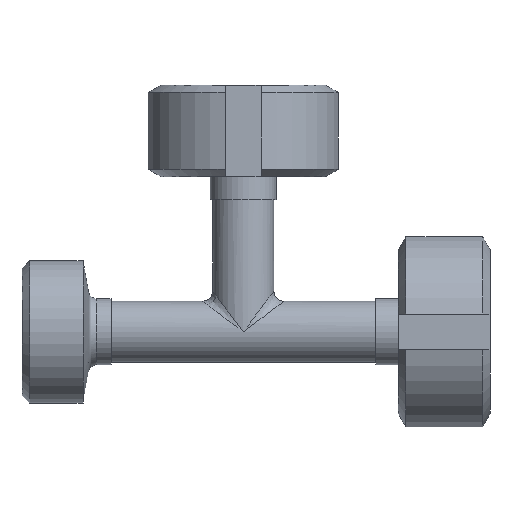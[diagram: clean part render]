
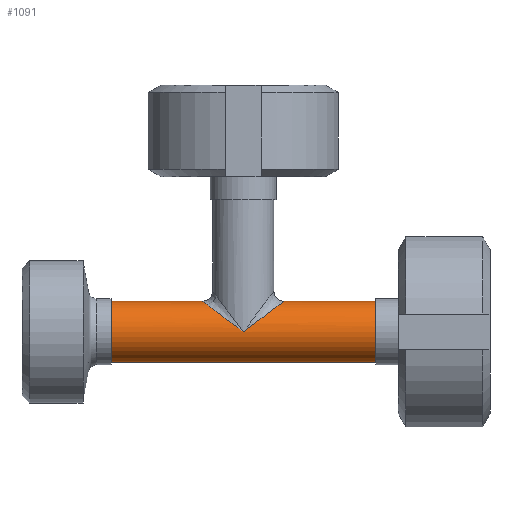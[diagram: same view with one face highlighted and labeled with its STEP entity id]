
A CAD part, front view. The second image highlights one B-rep face of the part: STEP entity #1091.
In plain terms, the highlighted cylindrical face has radius 6 mm (diameter 12 mm), a full revolution.
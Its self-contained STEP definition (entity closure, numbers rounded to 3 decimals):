
#797=CARTESIAN_POINT('',(0.0,6.,0.0));
#798=VERTEX_POINT('',#797);
#799=CARTESIAN_POINT('',(0.0,-6.,0.0));
#800=VERTEX_POINT('',#799);
#801=CARTESIAN_POINT('',(0.0,0.0,0.0));
#802=DIRECTION('',(0.6,0.0,0.8));
#803=DIRECTION('',(-0.8,0.0,0.6));
#804=AXIS2_PLACEMENT_3D('',#801,#802,#803);
#805=ELLIPSE('',#804,10.,6.);
#806=EDGE_CURVE('',#798,#800,#805,.T.);
#989=CARTESIAN_POINT('',(0.0,0.0,0.0));
#990=DIRECTION('',(-0.6,0.0,0.8));
#991=DIRECTION('',(0.8,0.0,0.6));
#992=AXIS2_PLACEMENT_3D('',#989,#990,#991);
#993=ELLIPSE('',#992,10.,6.);
#994=EDGE_CURVE('',#800,#798,#993,.T.);
#1060=CARTESIAN_POINT('',(0.0,0.0,0.0));
#1061=DIRECTION('',(-1.0,0.0,0.0));
#1062=DIRECTION('',(0.0,-1.0,0.0));
#1063=AXIS2_PLACEMENT_3D('',#1060,#1061,#1062);
#1064=CYLINDRICAL_SURFACE('',#1063,6.);
#1065=CARTESIAN_POINT('',(-26.,-6.,0.0));
#1066=VERTEX_POINT('',#1065);
#1067=CARTESIAN_POINT('',(-26.,0.0,0.0));
#1068=DIRECTION('',(-1.0,0.0,0.0));
#1069=DIRECTION('',(0.0,-1.0,0.0));
#1070=AXIS2_PLACEMENT_3D('',#1067,#1068,#1069);
#1071=CIRCLE('',#1070,6.);
#1072=EDGE_CURVE('',#1066,#1066,#1071,.T.);
#1073=ORIENTED_EDGE('',*,*,#1072,.F.);
#1074=EDGE_LOOP('',(#1073));
#1075=FACE_OUTER_BOUND('',#1074,.T.);
#1076=ORIENTED_EDGE('',*,*,#806,.F.);
#1077=ORIENTED_EDGE('',*,*,#994,.F.);
#1078=EDGE_LOOP('',(#1076,#1077));
#1079=FACE_BOUND('',#1078,.T.);
#1080=CARTESIAN_POINT('',(26.,-6.,0.0));
#1081=VERTEX_POINT('',#1080);
#1082=CARTESIAN_POINT('',(26.,0.0,0.0));
#1083=DIRECTION('',(-1.0,0.0,0.0));
#1084=DIRECTION('',(0.0,-1.0,0.0));
#1085=AXIS2_PLACEMENT_3D('',#1082,#1083,#1084);
#1086=CIRCLE('',#1085,6.);
#1087=EDGE_CURVE('',#1081,#1081,#1086,.T.);
#1088=ORIENTED_EDGE('',*,*,#1087,.T.);
#1089=EDGE_LOOP('',(#1088));
#1090=FACE_BOUND('',#1089,.T.);
#1091=ADVANCED_FACE('',(#1075,#1079,#1090),#1064,.T.);
